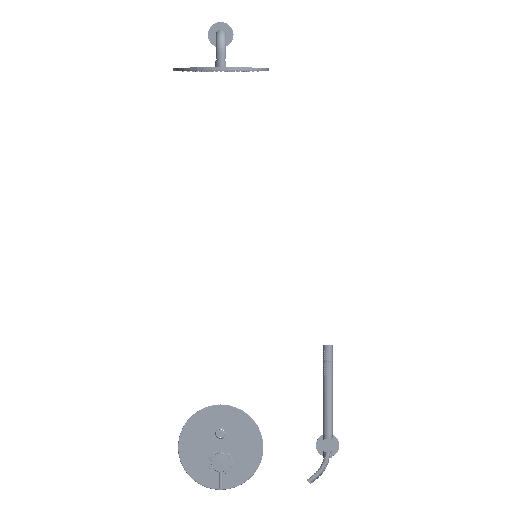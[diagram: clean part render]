
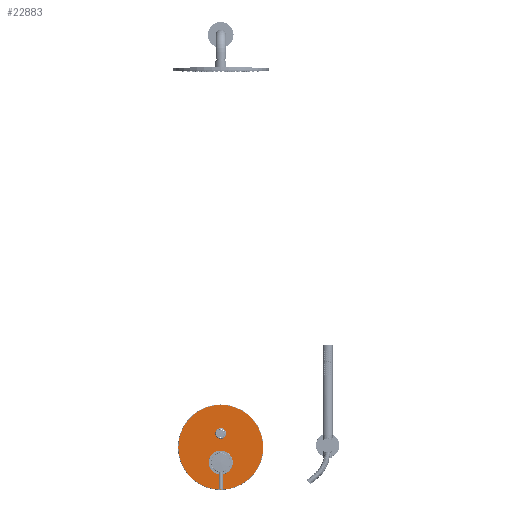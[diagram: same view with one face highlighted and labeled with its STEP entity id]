
A CAD part, top view. The second image highlights one B-rep face of the part: STEP entity #22883.
In plain terms, the highlighted planar face has unit normal (0, 0, 1).
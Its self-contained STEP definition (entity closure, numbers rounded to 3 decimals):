
#7484=CARTESIAN_POINT('',(0.,35.8,8.));
#7485=DIRECTION('',(0.,0.,1.));
#7486=DIRECTION('',(1.,0.,0.));
#7487=AXIS2_PLACEMENT_3D('',#7484,#7485,#7486);
#7489=CARTESIAN_POINT('',(0.,35.8,8.));
#7490=DIRECTION('',(0.,0.,1.));
#7491=DIRECTION('',(-1.,0.,0.));
#7492=AXIS2_PLACEMENT_3D('',#7489,#7490,#7491);
#7494=CARTESIAN_POINT('',(0.,68.,8.));
#7495=DIRECTION('',(0.,0.,-1.));
#7496=DIRECTION('',(-1.,0.,0.));
#7497=AXIS2_PLACEMENT_3D('',#7494,#7495,#7496);
#7499=CARTESIAN_POINT('',(0.,68.,8.));
#7500=DIRECTION('',(0.,0.,-1.));
#7501=DIRECTION('',(1.,0.,0.));
#7502=AXIS2_PLACEMENT_3D('',#7499,#7500,#7501);
#7504=CARTESIAN_POINT('',(0.,0.,8.));
#7505=DIRECTION('',(0.,0.,-1.));
#7506=DIRECTION('',(-1.,0.,0.));
#7507=AXIS2_PLACEMENT_3D('',#7504,#7505,#7506);
#7509=CARTESIAN_POINT('',(0.,0.,8.));
#7510=DIRECTION('',(0.,0.,-1.));
#7511=DIRECTION('',(1.,0.,0.));
#7512=AXIS2_PLACEMENT_3D('',#7509,#7510,#7511);
#11737=CARTESIAN_POINT('',(99.,35.8,8.));
#11738=CARTESIAN_POINT('',(-99.,35.8,8.));
#11739=VERTEX_POINT('',#11737);
#11740=VERTEX_POINT('',#11738);
#11801=CARTESIAN_POINT('',(-12.55,68.,8.));
#11802=CARTESIAN_POINT('',(12.55,68.,8.));
#11803=VERTEX_POINT('',#11801);
#11804=VERTEX_POINT('',#11802);
#11857=CARTESIAN_POINT('',(-27.6,0.,8.));
#11858=CARTESIAN_POINT('',(27.6,0.,8.));
#11859=VERTEX_POINT('',#11857);
#11860=VERTEX_POINT('',#11858);
#22861=CARTESIAN_POINT('',(0.,35.8,8.));
#22862=DIRECTION('',(0.,0.,-1.));
#22863=DIRECTION('',(-1.,0.,0.));
#22864=AXIS2_PLACEMENT_3D('',#22861,#22862,#22863);
#22865=PLANE('',#22864);
#22866=ORIENTED_EDGE('',*,*,#22844,.F.);
#22868=ORIENTED_EDGE('',*,*,#22867,.F.);
#22869=EDGE_LOOP('',(#22866,#22868));
#22870=FACE_OUTER_BOUND('',#22869,.F.);
#22872=ORIENTED_EDGE('',*,*,#22871,.F.);
#22874=ORIENTED_EDGE('',*,*,#22873,.F.);
#22875=EDGE_LOOP('',(#22872,#22874));
#22876=FACE_BOUND('',#22875,.F.);
#22878=ORIENTED_EDGE('',*,*,#22877,.F.);
#22880=ORIENTED_EDGE('',*,*,#22879,.F.);
#22881=EDGE_LOOP('',(#22878,#22880));
#22882=FACE_BOUND('',#22881,.F.);
#22883=ADVANCED_FACE('',(#22870,#22876,#22882),#22865,.F.);
#7488=CIRCLE('',#7487,99.);
#7493=CIRCLE('',#7492,99.);
#7498=CIRCLE('',#7497,12.55);
#7503=CIRCLE('',#7502,12.55);
#7508=CIRCLE('',#7507,27.6);
#7513=CIRCLE('',#7512,27.6);
#22844=EDGE_CURVE('',#11739,#11740,#7488,.T.);
#22867=EDGE_CURVE('',#11740,#11739,#7493,.T.);
#22871=EDGE_CURVE('',#11803,#11804,#7498,.T.);
#22873=EDGE_CURVE('',#11804,#11803,#7503,.T.);
#22877=EDGE_CURVE('',#11859,#11860,#7508,.T.);
#22879=EDGE_CURVE('',#11860,#11859,#7513,.T.);
